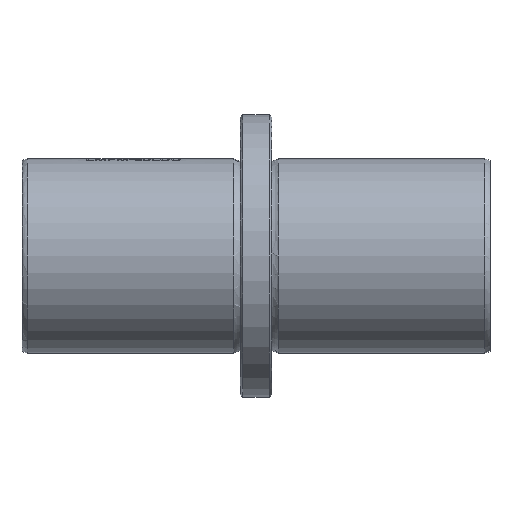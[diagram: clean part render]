
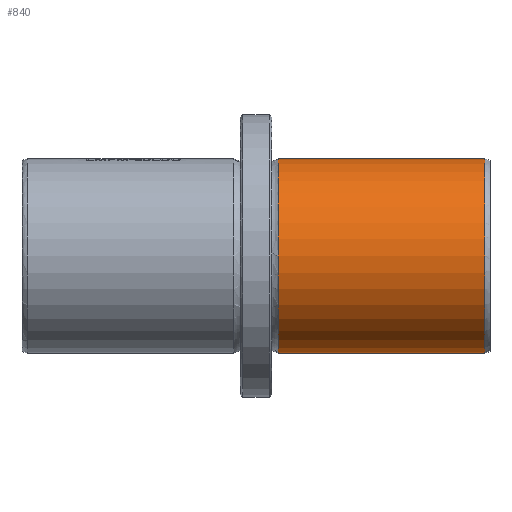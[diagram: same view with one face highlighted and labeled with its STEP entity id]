
A CAD part, front view. The second image highlights one B-rep face of the part: STEP entity #840.
In plain terms, the highlighted cylindrical face has radius 40 mm (diameter 80 mm), a full revolution.
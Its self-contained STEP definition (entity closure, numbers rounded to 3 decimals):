
#840=ADVANCED_FACE('',(#2584,#2585),#1222,.T.);
#1222=CYLINDRICAL_SURFACE('',#7388,40.);
#1277=CIRCLE('',#7378,40.);
#1278=CIRCLE('',#7379,40.);
#1279=CIRCLE('',#7386,40.);
#1280=CIRCLE('',#7387,40.);
#2584=FACE_BOUND('',#2706,.T.);
#2585=FACE_BOUND('',#2707,.T.);
#2706=EDGE_LOOP('',(#3487,#3488));
#2707=EDGE_LOOP('',(#3489,#3490));
#3487=ORIENTED_EDGE('',*,*,#6171,.F.);
#3488=ORIENTED_EDGE('',*,*,#6172,.F.);
#3489=ORIENTED_EDGE('',*,*,#6160,.T.);
#3490=ORIENTED_EDGE('',*,*,#6159,.T.);
#5461=VERTEX_POINT('',#11201);
#5462=VERTEX_POINT('',#11202);
#5473=VERTEX_POINT('',#11337);
#5474=VERTEX_POINT('',#11338);
#6159=EDGE_CURVE('',#5461,#5462,#1277,.T.);
#6160=EDGE_CURVE('',#5462,#5461,#1278,.T.);
#6171=EDGE_CURVE('',#5473,#5474,#1279,.T.);
#6172=EDGE_CURVE('',#5474,#5473,#1280,.T.);
#7378=AXIS2_PLACEMENT_3D('',#11200,#8017,#8018);
#7379=AXIS2_PLACEMENT_3D('',#11203,#8019,#8020);
#7386=AXIS2_PLACEMENT_3D('',#11336,#8033,#8034);
#7387=AXIS2_PLACEMENT_3D('',#11339,#8035,#8036);
#7388=AXIS2_PLACEMENT_3D('',#11340,#8037,#8038);
#8017=DIRECTION('',(-1.,0.,0.));
#8018=DIRECTION('',(0.,0.,1.));
#8019=DIRECTION('',(-1.,0.,0.));
#8020=DIRECTION('',(0.,0.,1.));
#8033=DIRECTION('',(-1.,0.,0.));
#8034=DIRECTION('',(0.,0.,1.));
#8035=DIRECTION('',(-1.,0.,0.));
#8036=DIRECTION('',(0.,0.,1.));
#8037=DIRECTION('',(1.,0.,0.));
#8038=DIRECTION('',(0.,1.,0.));
#11200=CARTESIAN_POINT('',(100.339,0.,0.));
#11201=CARTESIAN_POINT('',(100.339,0.,40.));
#11202=CARTESIAN_POINT('',(100.339,0.,-40.));
#11203=CARTESIAN_POINT('',(100.339,0.,0.));
#11336=CARTESIAN_POINT('',(15.546,0.,0.));
#11337=CARTESIAN_POINT('',(15.546,0.,40.));
#11338=CARTESIAN_POINT('',(15.546,0.,-40.));
#11339=CARTESIAN_POINT('',(15.546,0.,0.));
#11340=CARTESIAN_POINT('',(15.546,0.,0.));
